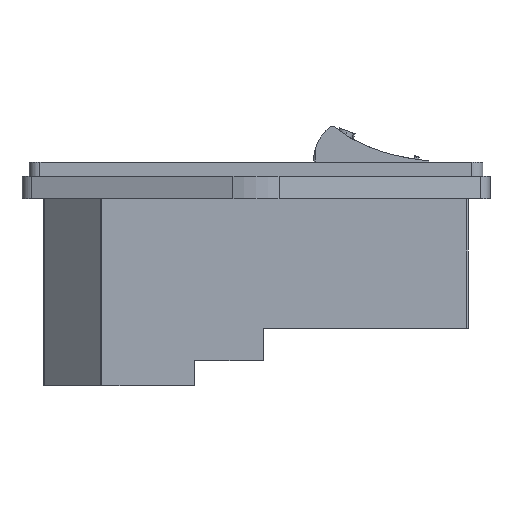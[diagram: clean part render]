
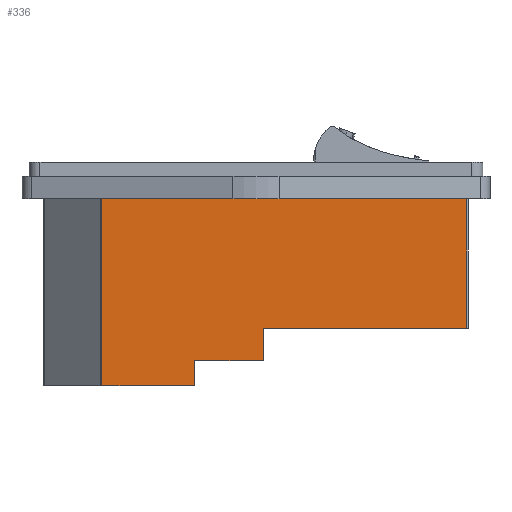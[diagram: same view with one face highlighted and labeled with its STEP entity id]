
A CAD part, front view. The second image highlights one B-rep face of the part: STEP entity #336.
In plain terms, the highlighted planar face has unit normal (0, -1, 0).
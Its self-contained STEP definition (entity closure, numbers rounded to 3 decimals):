
#8 = VERTEX_POINT ( 'NONE', #160 ) ;
#9 = VERTEX_POINT ( 'NONE', #161 ) ;
#11 = VERTEX_POINT ( 'NONE', #165 ) ;
#12 = VERTEX_POINT ( 'NONE', #166 ) ;
#23 = VERTEX_POINT ( 'NONE', #177 ) ;
#24 = VERTEX_POINT ( 'NONE', #178 ) ;
#160 = CARTESIAN_POINT ( 'NONE',  ( 10.89, -13.798, -18. ) ) ;
#161 = CARTESIAN_POINT ( 'NONE',  ( -39.82, -13.798, -26. ) ) ;
#165 = CARTESIAN_POINT ( 'NONE',  ( -26.905, -13.798, -22.5 ) ) ;
#166 = CARTESIAN_POINT ( 'NONE',  ( -17.405, -13.798, -22.5 ) ) ;
#177 = CARTESIAN_POINT ( 'NONE',  ( -17.405, -13.798, -18. ) ) ;
#178 = CARTESIAN_POINT ( 'NONE',  ( -26.905, -13.798, -26. ) ) ;
#336 = ADVANCED_FACE ( 'NONE', ( #2053 ), #2306, .F. ) ;
#476 = VERTEX_POINT ( 'NONE', #3884 ) ;
#478 = VERTEX_POINT ( 'NONE', #3886 ) ;
#577 = EDGE_CURVE ( 'NONE', #478, #476, #2917, .T. ) ;
#648 = EDGE_CURVE ( 'NONE', #8, #478, #4777, .T. ) ;
#651 = EDGE_CURVE ( 'NONE', #24, #9, #4783, .T. ) ;
#652 = EDGE_CURVE ( 'NONE', #11, #24, #4778, .T. ) ;
#653 = EDGE_CURVE ( 'NONE', #12, #11, #4785, .T. ) ;
#654 = EDGE_CURVE ( 'NONE', #23, #12, #4787, .T. ) ;
#655 = EDGE_CURVE ( 'NONE', #8, #23, #4789, .T. ) ;
#656 = EDGE_CURVE ( 'NONE', #9, #476, #4791, .T. ) ;
#929 = EDGE_LOOP ( 'NONE', ( #1200, #1201, #1202, #1203, #1204, #1205, #1206, #1207 ) ) ;
#1200 = ORIENTED_EDGE ( 'NONE', *, *, #651, .F. ) ;
#1201 = ORIENTED_EDGE ( 'NONE', *, *, #652, .F. ) ;
#1202 = ORIENTED_EDGE ( 'NONE', *, *, #653, .F. ) ;
#1203 = ORIENTED_EDGE ( 'NONE', *, *, #654, .F. ) ;
#1204 = ORIENTED_EDGE ( 'NONE', *, *, #655, .F. ) ;
#1205 = ORIENTED_EDGE ( 'NONE', *, *, #648, .T. ) ;
#1206 = ORIENTED_EDGE ( 'NONE', *, *, #577, .T. ) ;
#1207 = ORIENTED_EDGE ( 'NONE', *, *, #656, .F. ) ;
#1492 = AXIS2_PLACEMENT_3D ( 'NONE', #2304, #2308, #2309 ) ;
#2053 = FACE_OUTER_BOUND ( 'NONE', #929, .T. ) ;
#2304 = CARTESIAN_POINT ( 'NONE',  ( 10.89, -13.798, -26. ) ) ;
#2306 = PLANE ( 'NONE',  #1492 ) ;
#2308 = DIRECTION ( 'NONE',  ( 0., 1., 0. ) ) ;
#2309 = DIRECTION ( 'NONE',  ( 0., 0., 1. ) ) ;
#2917 = LINE ( 'NONE', #4226, #2921 ) ;
#2921 = VECTOR ( 'NONE', #4225, 1000. ) ;
#3884 = CARTESIAN_POINT ( 'NONE',  ( -39.82, -13.798, 0. ) ) ;
#3886 = CARTESIAN_POINT ( 'NONE',  ( 10.89, -13.798, 0. ) ) ;
#4225 = DIRECTION ( 'NONE',  ( -1., 0., 0. ) ) ;
#4226 = CARTESIAN_POINT ( 'NONE',  ( 10.89, -13.798, 0. ) ) ;
#4394 = CARTESIAN_POINT ( 'NONE',  ( 10.89, -13.798, -26. ) ) ;
#4400 = DIRECTION ( 'NONE',  ( 0., 0., 1. ) ) ;
#4401 = CARTESIAN_POINT ( 'NONE',  ( -17.405, -13.798, -22.5 ) ) ;
#4402 = CARTESIAN_POINT ( 'NONE',  ( -26.905, -13.798, -22.5 ) ) ;
#4406 = CARTESIAN_POINT ( 'NONE',  ( 10.89, -13.798, -26. ) ) ;
#4407 = CARTESIAN_POINT ( 'NONE',  ( -17.405, -13.798, -18. ) ) ;
#4408 = DIRECTION ( 'NONE',  ( -1., 0., 0. ) ) ;
#4409 = DIRECTION ( 'NONE',  ( 0., 0., -1. ) ) ;
#4410 = CARTESIAN_POINT ( 'NONE',  ( 11.095, -13.798, -18. ) ) ;
#4411 = DIRECTION ( 'NONE',  ( -1., 0., 0. ) ) ;
#4412 = CARTESIAN_POINT ( 'NONE',  ( -39.82, -13.798, -26. ) ) ;
#4413 = DIRECTION ( 'NONE',  ( 0., 0., -1. ) ) ;
#4415 = DIRECTION ( 'NONE',  ( -1., 0., 0. ) ) ;
#4417 = DIRECTION ( 'NONE',  ( 0., 0., 1. ) ) ;
#4777 = LINE ( 'NONE', #4394, #4781 ) ;
#4778 = LINE ( 'NONE', #4402, #4788 ) ;
#4781 = VECTOR ( 'NONE', #4400, 1000. ) ;
#4783 = LINE ( 'NONE', #4406, #4786 ) ;
#4785 = LINE ( 'NONE', #4401, #4790 ) ;
#4786 = VECTOR ( 'NONE', #4408, 1000. ) ;
#4787 = LINE ( 'NONE', #4407, #4792 ) ;
#4788 = VECTOR ( 'NONE', #4409, 1000. ) ;
#4789 = LINE ( 'NONE', #4410, #4794 ) ;
#4790 = VECTOR ( 'NONE', #4411, 1000. ) ;
#4791 = LINE ( 'NONE', #4412, #4796 ) ;
#4792 = VECTOR ( 'NONE', #4413, 1000. ) ;
#4794 = VECTOR ( 'NONE', #4415, 1000. ) ;
#4796 = VECTOR ( 'NONE', #4417, 1000. ) ;
